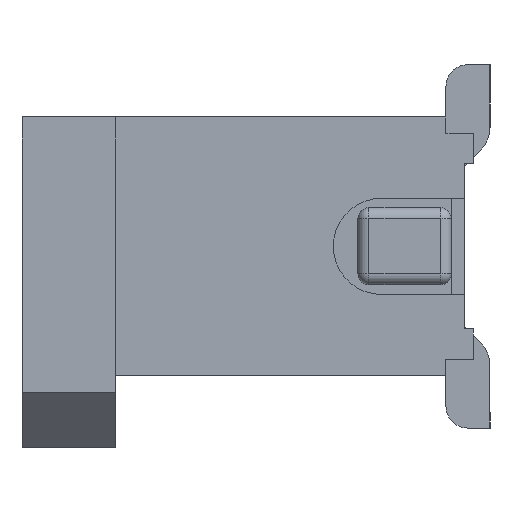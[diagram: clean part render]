
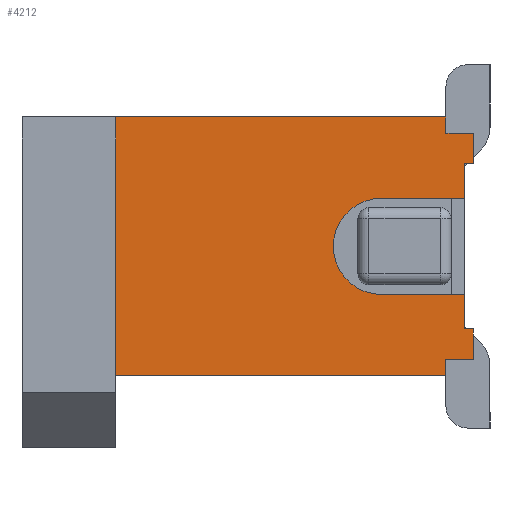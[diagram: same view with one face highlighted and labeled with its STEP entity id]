
A CAD part, left-side view. The second image highlights one B-rep face of the part: STEP entity #4212.
In plain terms, the highlighted planar face has unit normal (-1, 0, 0).
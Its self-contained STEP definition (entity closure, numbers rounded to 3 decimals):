
#70 = VERTEX_POINT ( 'NONE', #1975 ) ;
#87 = PLANE ( 'NONE',  #5317 ) ;
#151 = LINE ( 'NONE', #4794, #2450 ) ;
#345 = DIRECTION ( 'NONE',  ( -1., 0., 0. ) ) ;
#350 = EDGE_CURVE ( 'NONE', #516, #2006, #2233, .T. ) ;
#361 = EDGE_CURVE ( 'NONE', #2258, #998, #511, .T. ) ;
#389 = VECTOR ( 'NONE', #3979, 1000. ) ;
#428 = EDGE_CURVE ( 'NONE', #2669, #2706, #4882, .T. ) ;
#476 = LINE ( 'NONE', #4332, #4346 ) ;
#511 = LINE ( 'NONE', #1025, #389 ) ;
#516 = VERTEX_POINT ( 'NONE', #4538 ) ;
#517 = EDGE_CURVE ( 'NONE', #5177, #3539, #2810, .T. ) ;
#522 = ORIENTED_EDGE ( 'NONE', *, *, #3964, .T. ) ;
#557 = VECTOR ( 'NONE', #2858, 1000. ) ;
#631 = AXIS2_PLACEMENT_3D ( 'NONE', #5117, #345, #3030 ) ;
#836 = ORIENTED_EDGE ( 'NONE', *, *, #361, .T. ) ;
#841 = EDGE_CURVE ( 'NONE', #70, #2604, #1957, .T. ) ;
#846 = CARTESIAN_POINT ( 'NONE',  ( -7.725, 3.4, 1.175 ) ) ;
#881 = CARTESIAN_POINT ( 'NONE',  ( -7.725, 22.428, 1.175 ) ) ;
#896 = ORIENTED_EDGE ( 'NONE', *, *, #1041, .F. ) ;
#902 = CARTESIAN_POINT ( 'NONE',  ( -7.725, 0.985, 0.438 ) ) ;
#998 = VERTEX_POINT ( 'NONE', #4652 ) ;
#1025 = CARTESIAN_POINT ( 'NONE',  ( -7.725, 0.15, -1.025 ) ) ;
#1041 = EDGE_CURVE ( 'NONE', #2006, #3795, #4756, .T. ) ;
#1124 = EDGE_CURVE ( 'NONE', #3558, #4751, #151, .T. ) ;
#1158 = DIRECTION ( 'NONE',  ( 0., 0., 1. ) ) ;
#1170 = ORIENTED_EDGE ( 'NONE', *, *, #1179, .T. ) ;
#1179 = EDGE_CURVE ( 'NONE', #516, #3558, #4458, .T. ) ;
#1274 = CARTESIAN_POINT ( 'NONE',  ( -7.725, 0.235, -0.438 ) ) ;
#1278 = VECTOR ( 'NONE', #2825, 1000. ) ;
#1341 = LINE ( 'NONE', #4651, #4044 ) ;
#1342 = DIRECTION ( 'NONE',  ( 0., -1., 0. ) ) ;
#1393 = CARTESIAN_POINT ( 'NONE',  ( -7.725, -0.515, 0.438 ) ) ;
#1395 = CARTESIAN_POINT ( 'NONE',  ( -7.725, 0.235, -0.75 ) ) ;
#1483 = LINE ( 'NONE', #4565, #4223 ) ;
#1614 = DIRECTION ( 'NONE',  ( 0., 1., 0. ) ) ;
#1745 = EDGE_CURVE ( 'NONE', #3795, #1876, #1990, .T. ) ;
#1876 = VERTEX_POINT ( 'NONE', #1274 ) ;
#1890 = LINE ( 'NONE', #4436, #1278 ) ;
#1957 = LINE ( 'NONE', #4965, #4781 ) ;
#1975 = CARTESIAN_POINT ( 'NONE',  ( -7.725, 3.4, -1.175 ) ) ;
#1990 = LINE ( 'NONE', #3702, #557 ) ;
#2006 = VERTEX_POINT ( 'NONE', #902 ) ;
#2175 = ORIENTED_EDGE ( 'NONE', *, *, #4481, .T. ) ;
#2233 = LINE ( 'NONE', #1393, #5348 ) ;
#2258 = VERTEX_POINT ( 'NONE', #5041 ) ;
#2270 = EDGE_LOOP ( 'NONE', ( #896, #3460, #1170, #3227, #2583, #5497, #2998, #5574, #5176, #2905, #522, #836, #2321, #5124, #2175, #3540 ) ) ;
#2277 = CARTESIAN_POINT ( 'NONE',  ( -7.725, 0.15, 1.175 ) ) ;
#2321 = ORIENTED_EDGE ( 'NONE', *, *, #2533, .T. ) ;
#2338 = DIRECTION ( 'NONE',  ( 0., -1., 0. ) ) ;
#2396 = DIRECTION ( 'NONE',  ( 0., 0., 1. ) ) ;
#2412 = CARTESIAN_POINT ( 'NONE',  ( -7.725, 0.235, -0.75 ) ) ;
#2446 = CARTESIAN_POINT ( 'NONE',  ( -7.725, 0.4, 1.025 ) ) ;
#2450 = VECTOR ( 'NONE', #1342, 1000. ) ;
#2484 = DIRECTION ( 'NONE',  ( 0., 0., 1. ) ) ;
#2515 = VECTOR ( 'NONE', #1158, 1000. ) ;
#2533 = EDGE_CURVE ( 'NONE', #998, #5177, #1890, .T. ) ;
#2540 = VECTOR ( 'NONE', #4397, 1000. ) ;
#2568 = EDGE_CURVE ( 'NONE', #4751, #2670, #4020, .T. ) ;
#2583 = ORIENTED_EDGE ( 'NONE', *, *, #2568, .T. ) ;
#2604 = VERTEX_POINT ( 'NONE', #4895 ) ;
#2639 = DIRECTION ( 'NONE',  ( 0., -1., 0. ) ) ;
#2662 = DIRECTION ( 'NONE',  ( 0., 0., 1. ) ) ;
#2665 = CARTESIAN_POINT ( 'NONE',  ( -7.725, 0.15, -0.75 ) ) ;
#2669 = VERTEX_POINT ( 'NONE', #2446 ) ;
#2670 = VERTEX_POINT ( 'NONE', #4550 ) ;
#2706 = VERTEX_POINT ( 'NONE', #3345 ) ;
#2718 = DIRECTION ( 'NONE',  ( 0., 0., -1. ) ) ;
#2810 = LINE ( 'NONE', #2412, #3276 ) ;
#2825 = DIRECTION ( 'NONE',  ( 0., 0., 1. ) ) ;
#2858 = DIRECTION ( 'NONE',  ( 0., -1., 0. ) ) ;
#2905 = ORIENTED_EDGE ( 'NONE', *, *, #841, .T. ) ;
#2998 = ORIENTED_EDGE ( 'NONE', *, *, #428, .T. ) ;
#3030 = DIRECTION ( 'NONE',  ( 0., 0., 1. ) ) ;
#3070 = DIRECTION ( 'NONE',  ( 0., 1., 0. ) ) ;
#3100 = VECTOR ( 'NONE', #2396, 1000. ) ;
#3143 = VECTOR ( 'NONE', #2484, 1000. ) ;
#3227 = ORIENTED_EDGE ( 'NONE', *, *, #1124, .T. ) ;
#3276 = VECTOR ( 'NONE', #1614, 1000. ) ;
#3345 = CARTESIAN_POINT ( 'NONE',  ( -7.725, 0.4, 1.175 ) ) ;
#3460 = ORIENTED_EDGE ( 'NONE', *, *, #350, .F. ) ;
#3539 = VERTEX_POINT ( 'NONE', #5443 ) ;
#3540 = ORIENTED_EDGE ( 'NONE', *, *, #1745, .F. ) ;
#3558 = VERTEX_POINT ( 'NONE', #4048 ) ;
#3636 = VECTOR ( 'NONE', #2662, 1000. ) ;
#3649 = DIRECTION ( 'NONE',  ( 0., 1., 0. ) ) ;
#3702 = CARTESIAN_POINT ( 'NONE',  ( -7.725, 0.985, -0.438 ) ) ;
#3759 = CARTESIAN_POINT ( 'NONE',  ( -7.725, 3.4, 1.175 ) ) ;
#3795 = VERTEX_POINT ( 'NONE', #4822 ) ;
#3964 = EDGE_CURVE ( 'NONE', #2604, #2258, #1483, .T. ) ;
#3979 = DIRECTION ( 'NONE',  ( 0., -1., 0. ) ) ;
#4020 = LINE ( 'NONE', #2277, #3100 ) ;
#4025 = VERTEX_POINT ( 'NONE', #3759 ) ;
#4044 = VECTOR ( 'NONE', #2639, 1000. ) ;
#4048 = CARTESIAN_POINT ( 'NONE',  ( -7.725, 0.235, 0.75 ) ) ;
#4191 = LINE ( 'NONE', #846, #3143 ) ;
#4212 = ADVANCED_FACE ( 'NONE', ( #4732 ), #87, .F. ) ;
#4223 = VECTOR ( 'NONE', #5409, 1000. ) ;
#4332 = CARTESIAN_POINT ( 'NONE',  ( -7.725, 0.15, 1.025 ) ) ;
#4346 = VECTOR ( 'NONE', #3070, 1000. ) ;
#4397 = DIRECTION ( 'NONE',  ( 0., 0., 1. ) ) ;
#4436 = CARTESIAN_POINT ( 'NONE',  ( -7.725, 0.15, 1.175 ) ) ;
#4458 = LINE ( 'NONE', #1395, #2540 ) ;
#4481 = EDGE_CURVE ( 'NONE', #3539, #1876, #5107, .T. ) ;
#4484 = CARTESIAN_POINT ( 'NONE',  ( -7.725, 0.4, 1.175 ) ) ;
#4538 = CARTESIAN_POINT ( 'NONE',  ( -7.725, 0.235, 0.438 ) ) ;
#4550 = CARTESIAN_POINT ( 'NONE',  ( -7.725, 0.15, 1.025 ) ) ;
#4565 = CARTESIAN_POINT ( 'NONE',  ( -7.725, 0.4, -1.175 ) ) ;
#4651 = CARTESIAN_POINT ( 'NONE',  ( -7.725, 22.428, 1.175 ) ) ;
#4652 = CARTESIAN_POINT ( 'NONE',  ( -7.725, 0.15, -1.025 ) ) ;
#4732 = FACE_OUTER_BOUND ( 'NONE', #2270, .T. ) ;
#4751 = VERTEX_POINT ( 'NONE', #5233 ) ;
#4756 = CIRCLE ( 'NONE', #631, 0.438 ) ;
#4781 = VECTOR ( 'NONE', #2338, 1000. ) ;
#4794 = CARTESIAN_POINT ( 'NONE',  ( -7.725, 0.235, 0.75 ) ) ;
#4822 = CARTESIAN_POINT ( 'NONE',  ( -7.725, 0.985, -0.438 ) ) ;
#4845 = DIRECTION ( 'NONE',  ( 1., 0., 0. ) ) ;
#4882 = LINE ( 'NONE', #4484, #3636 ) ;
#4895 = CARTESIAN_POINT ( 'NONE',  ( -7.725, 0.4, -1.175 ) ) ;
#4965 = CARTESIAN_POINT ( 'NONE',  ( -7.725, 22.428, -1.175 ) ) ;
#5041 = CARTESIAN_POINT ( 'NONE',  ( -7.725, 0.4, -1.025 ) ) ;
#5073 = EDGE_CURVE ( 'NONE', #4025, #2706, #1341, .T. ) ;
#5107 = LINE ( 'NONE', #5566, #2515 ) ;
#5117 = CARTESIAN_POINT ( 'NONE',  ( -7.725, 0.985, 0. ) ) ;
#5124 = ORIENTED_EDGE ( 'NONE', *, *, #517, .T. ) ;
#5176 = ORIENTED_EDGE ( 'NONE', *, *, #5286, .F. ) ;
#5177 = VERTEX_POINT ( 'NONE', #2665 ) ;
#5233 = CARTESIAN_POINT ( 'NONE',  ( -7.725, 0.15, 0.75 ) ) ;
#5286 = EDGE_CURVE ( 'NONE', #70, #4025, #4191, .T. ) ;
#5317 = AXIS2_PLACEMENT_3D ( 'NONE', #881, #4845, #2718 ) ;
#5348 = VECTOR ( 'NONE', #3649, 1000. ) ;
#5367 = EDGE_CURVE ( 'NONE', #2670, #2669, #476, .T. ) ;
#5409 = DIRECTION ( 'NONE',  ( 0., 0., 1. ) ) ;
#5443 = CARTESIAN_POINT ( 'NONE',  ( -7.725, 0.235, -0.75 ) ) ;
#5497 = ORIENTED_EDGE ( 'NONE', *, *, #5367, .T. ) ;
#5566 = CARTESIAN_POINT ( 'NONE',  ( -7.725, 0.235, -0.75 ) ) ;
#5574 = ORIENTED_EDGE ( 'NONE', *, *, #5073, .F. ) ;
